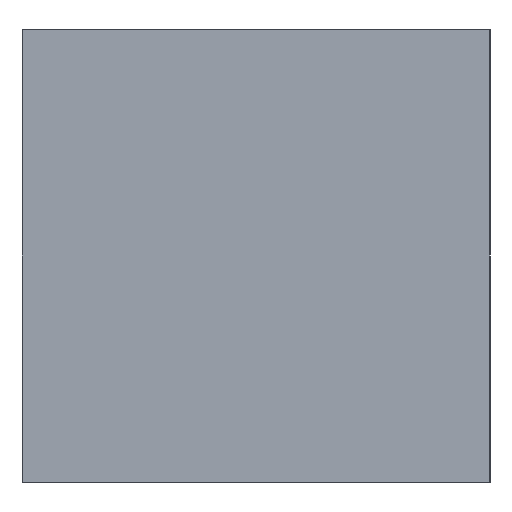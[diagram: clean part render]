
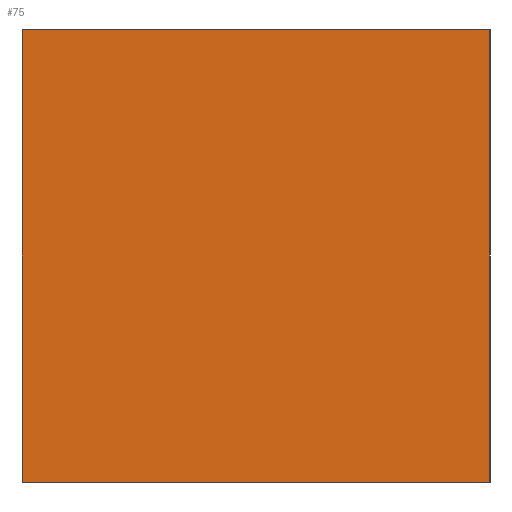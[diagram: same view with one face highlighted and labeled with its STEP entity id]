
A CAD part, left-side view. The second image highlights one B-rep face of the part: STEP entity #75.
In plain terms, the highlighted planar face has unit normal (-1, 0, 0).
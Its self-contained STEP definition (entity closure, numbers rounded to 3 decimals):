
#75 = ADVANCED_FACE( '', ( #83 ), #84, .F. );
#83 = FACE_OUTER_BOUND( '', #100, .T. );
#84 = PLANE( '', #101 );
#100 = EDGE_LOOP( '', ( #117, #118, #119, #120 ) );
#101 = AXIS2_PLACEMENT_3D( '', #121, #122, #123 );
#117 = ORIENTED_EDGE( '', *, *, #166, .T. );
#118 = ORIENTED_EDGE( '', *, *, #167, .F. );
#119 = ORIENTED_EDGE( '', *, *, #168, .F. );
#120 = ORIENTED_EDGE( '', *, *, #169, .T. );
#121 = CARTESIAN_POINT( '', ( -40., 4., -5.8 ) );
#122 = DIRECTION( '', ( 1., 0., 0. ) );
#123 = DIRECTION( '', ( 0., -1., 0. ) );
#166 = EDGE_CURVE( '', #180, #181, #182, .T. );
#167 = EDGE_CURVE( '', #183, #181, #184, .T. );
#168 = EDGE_CURVE( '', #185, #183, #186, .T. );
#169 = EDGE_CURVE( '', #185, #180, #187, .T. );
#180 = VERTEX_POINT( '', #204 );
#181 = VERTEX_POINT( '', #205 );
#182 = LINE( '', #206, #207 );
#183 = VERTEX_POINT( '', #208 );
#184 = LINE( '', #209, #210 );
#185 = VERTEX_POINT( '', #211 );
#186 = LINE( '', #212, #213 );
#187 = LINE( '', #214, #215 );
#204 = CARTESIAN_POINT( '', ( -40., 4., 0. ) );
#205 = CARTESIAN_POINT( '', ( -40., 10., 0. ) );
#206 = CARTESIAN_POINT( '', ( -40., 4., 0. ) );
#207 = VECTOR( '', #240, 1000. );
#208 = CARTESIAN_POINT( '', ( -40., 10., -5.8 ) );
#209 = CARTESIAN_POINT( '', ( -40., 10., -5.8 ) );
#210 = VECTOR( '', #241, 1000. );
#211 = CARTESIAN_POINT( '', ( -40., 4., -5.8 ) );
#212 = CARTESIAN_POINT( '', ( -40., 4., -5.8 ) );
#213 = VECTOR( '', #242, 1000. );
#214 = CARTESIAN_POINT( '', ( -40., 4., -5.8 ) );
#215 = VECTOR( '', #243, 1000. );
#240 = DIRECTION( '', ( 0., 1., 0. ) );
#241 = DIRECTION( '', ( 0., 0., 1. ) );
#242 = DIRECTION( '', ( 0., 1., 0. ) );
#243 = DIRECTION( '', ( 0., 0., 1. ) );
